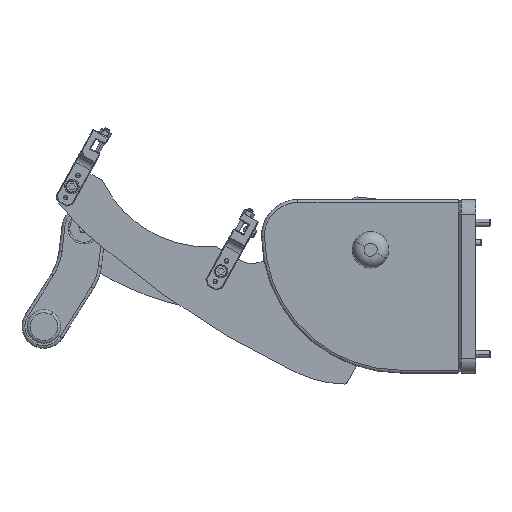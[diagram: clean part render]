
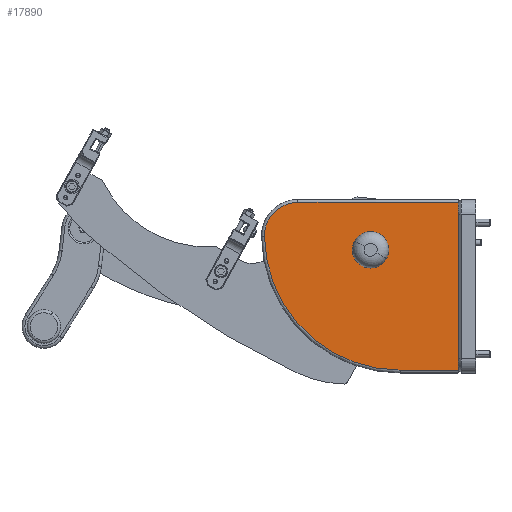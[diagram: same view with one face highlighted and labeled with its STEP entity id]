
A CAD part, left-side view. The second image highlights one B-rep face of the part: STEP entity #17890.
In plain terms, the highlighted face is planar.
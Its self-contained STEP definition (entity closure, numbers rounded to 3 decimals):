
#163 = CARTESIAN_POINT ( 'NONE',  ( -40., 23.993, -12. ) ) ;
#339 = DIRECTION ( 'NONE',  ( 1., 0., 0. ) ) ;
#2949 = DIRECTION ( 'NONE',  ( 0., 0., -1. ) ) ;
#3122 = FACE_OUTER_BOUND ( 'NONE', #14093, .T. ) ;
#3319 = CIRCLE ( 'NONE', #31910, 93.007 ) ;
#4237 = CARTESIAN_POINT ( 'NONE',  ( -132.998, 25.331, -12. ) ) ;
#4419 = CARTESIAN_POINT ( 'NONE',  ( 0., 2., -12. ) ) ;
#4644 = CARTESIAN_POINT ( 'NONE',  ( -110., 25., -12. ) ) ;
#5284 = VECTOR ( 'NONE', #20686, 1000. ) ;
#5428 = CARTESIAN_POINT ( 'NONE',  ( 0., 0., -12. ) ) ;
#5735 = CARTESIAN_POINT ( 'NONE',  ( -40., 23.993, -12. ) ) ;
#6106 = ORIENTED_EDGE ( 'NONE', *, *, #32386, .T. ) ;
#6863 = VERTEX_POINT ( 'NONE', #19837 ) ;
#6905 = DIRECTION ( 'NONE',  ( 1., 0., 0. ) ) ;
#7463 = DIRECTION ( 'NONE',  ( 0., 0., -1. ) ) ;
#7518 = DIRECTION ( 'NONE',  ( 1., 0., 0. ) ) ;
#8756 = EDGE_CURVE ( 'NONE', #13603, #6863, #26330, .T. ) ;
#9349 = CARTESIAN_POINT ( 'NONE',  ( -110., 2., -12. ) ) ;
#11430 = VERTEX_POINT ( 'NONE', #4237 ) ;
#11548 = DIRECTION ( 'NONE',  ( 1., 0., 0. ) ) ;
#12298 = EDGE_CURVE ( 'NONE', #11430, #22355, #3319, .T. ) ;
#13603 = VERTEX_POINT ( 'NONE', #4419 ) ;
#13876 = ORIENTED_EDGE ( 'NONE', *, *, #24568, .F. ) ;
#14093 = EDGE_LOOP ( 'NONE', ( #13876, #16421, #6106, #30932, #33463 ) ) ;
#15669 = EDGE_CURVE ( 'NONE', #22355, #20056, #24521, .T. ) ;
#16421 = ORIENTED_EDGE ( 'NONE', *, *, #8756, .T. ) ;
#17238 = VECTOR ( 'NONE', #19389, 1000. ) ;
#17890 = ADVANCED_FACE ( 'NONE', ( #3122 ), #32029, .F. ) ;
#18997 = CIRCLE ( 'NONE', #20185, 23. ) ;
#19389 = DIRECTION ( 'NONE',  ( 0., 1., 0. ) ) ;
#19837 = CARTESIAN_POINT ( 'NONE',  ( -110., 2., -12. ) ) ;
#20056 = VERTEX_POINT ( 'NONE', #34496 ) ;
#20185 = AXIS2_PLACEMENT_3D ( 'NONE', #4644, #7463, #6905 ) ;
#20686 = DIRECTION ( 'NONE',  ( -1., 0., 0. ) ) ;
#22355 = VERTEX_POINT ( 'NONE', #32402 ) ;
#22377 = LINE ( 'NONE', #5428, #17238 ) ;
#23058 = VECTOR ( 'NONE', #7518, 1000. ) ;
#24132 = CARTESIAN_POINT ( 'NONE',  ( -0.6, 117., -12. ) ) ;
#24521 = LINE ( 'NONE', #24132, #23058 ) ;
#24568 = EDGE_CURVE ( 'NONE', #13603, #20056, #22377, .T. ) ;
#26330 = LINE ( 'NONE', #9349, #5284 ) ;
#30201 = AXIS2_PLACEMENT_3D ( 'NONE', #163, #31856, #11548 ) ;
#30932 = ORIENTED_EDGE ( 'NONE', *, *, #12298, .T. ) ;
#31856 = DIRECTION ( 'NONE',  ( 0., 0., 1. ) ) ;
#31910 = AXIS2_PLACEMENT_3D ( 'NONE', #5735, #2949, #339 ) ;
#32029 = PLANE ( 'NONE',  #30201 ) ;
#32386 = EDGE_CURVE ( 'NONE', #6863, #11430, #18997, .T. ) ;
#32402 = CARTESIAN_POINT ( 'NONE',  ( -40., 117., -12. ) ) ;
#33463 = ORIENTED_EDGE ( 'NONE', *, *, #15669, .T. ) ;
#34496 = CARTESIAN_POINT ( 'NONE',  ( 0., 117., -12. ) ) ;
